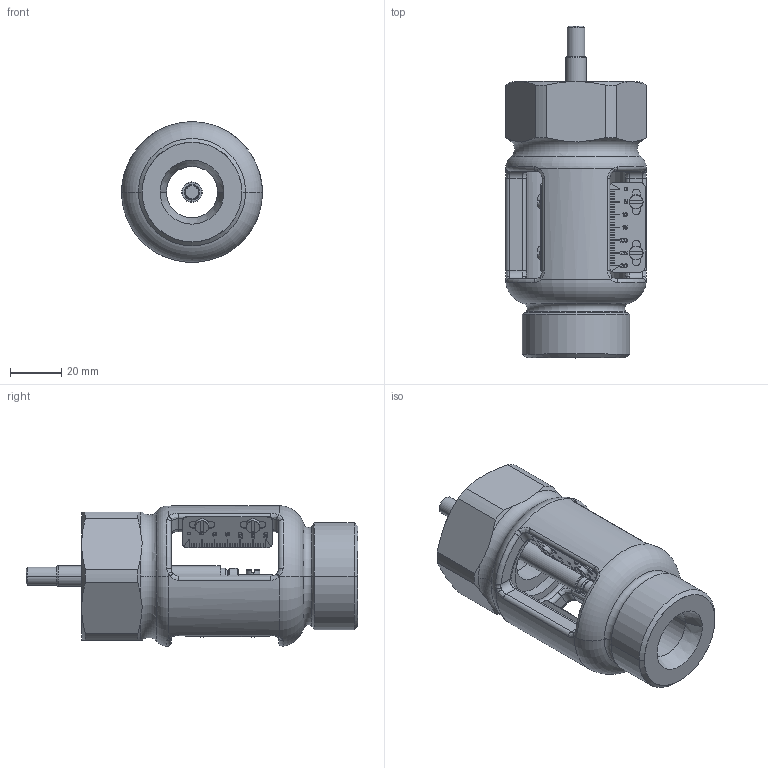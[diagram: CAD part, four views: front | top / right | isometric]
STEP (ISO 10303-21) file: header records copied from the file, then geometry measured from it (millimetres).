
FILE_DESCRIPTION((''),'2;1');
FILE_NAME('003G1393_ASM','2015-04-13T',('u317927'),('Danfoss'),'PRO/ENGINEER BY PARAMETRIC TECHNOLOGY CORPORATION, 2014000','PRO/ENGINEER BY PARAMETRIC TECHNOLOGY CORPORATION, 2014000','');
FILE_SCHEMA(('CONFIG_CONTROL_DESIGN'));
Length unit declared in the file: millimetre
Products named in the file (7): 88632060; 88632090; 84618050_ASM; 88632160; 85390960; 51217200; 003G1393_ASM
Assembly tree (13 placements, depth 2):
  003G1393_ASM
    88632060
    88632090
    84618050_ASM
    88632160
    85390960  x3
    51217200  x6
Bounding box: 55 x 129.7 x 54.88 mm (x, y, z)
Volume: 104677.1 mm3; surface area: 50071.8 mm2
Topology: 12 solids, 33 shells, 2496 faces, 7057 edges, 4666 vertices
Faces by surface type: plane 2147, cylinder 181, torus 62, cone 56, bspline 50
Entity records: 41188 total; most frequent: CARTESIAN_POINT 10187, ORIENTED_EDGE 6800, DIRECTION 5762, EDGE_CURVE 3447, VECTOR 2314, LINE 2314, VERTEX_POINT 2274, AXIS2_PLACEMENT_3D 1724
